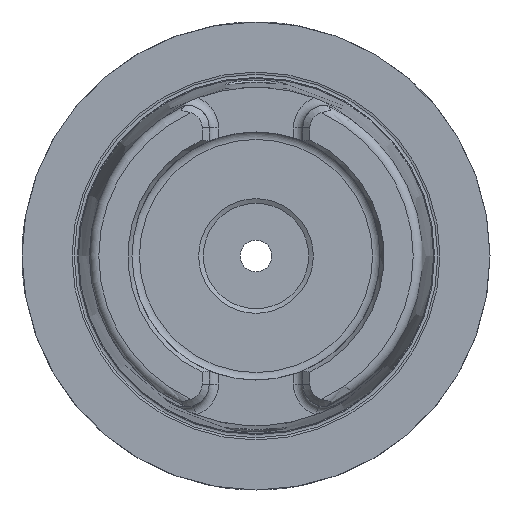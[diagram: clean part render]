
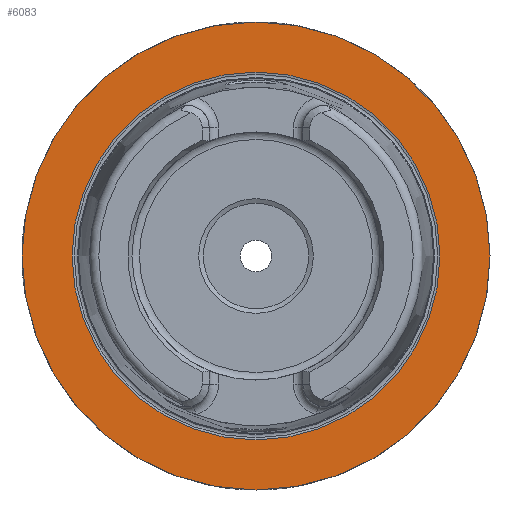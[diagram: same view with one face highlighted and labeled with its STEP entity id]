
A CAD part, left-side view. The second image highlights one B-rep face of the part: STEP entity #6083.
In plain terms, the highlighted planar face has unit normal (-1, 0, 0).
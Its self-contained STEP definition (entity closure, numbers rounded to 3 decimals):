
#2238=CARTESIAN_POINT('',(0.,50.0,0.0));
#2239=VERTEX_POINT('',#2238);
#2240=CARTESIAN_POINT('',(0.0,0.,0.0));
#2241=DIRECTION('',(1.0,0.0,0.0));
#2242=DIRECTION('',(0.0,1.0,0.0));
#2243=AXIS2_PLACEMENT_3D('',#2240,#2241,#2242);
#2244=CIRCLE('',#2243,50.0);
#2245=EDGE_CURVE('',#2239,#2239,#2244,.T.);
#6025=CARTESIAN_POINT('',(0.,39.297,0.0));
#6026=VERTEX_POINT('',#6025);
#6027=CARTESIAN_POINT('',(0.,0.0,0.0));
#6028=DIRECTION('',(1.0,0.0,0.0));
#6029=DIRECTION('',(0.0,1.0,0.0));
#6030=AXIS2_PLACEMENT_3D('',#6027,#6028,#6029);
#6031=CIRCLE('',#6030,39.297);
#6032=EDGE_CURVE('',#6026,#6026,#6031,.T.);
#6072=CARTESIAN_POINT('',(0.,44.004,0.0));
#6073=DIRECTION('',(-1.0,0.0,0.0));
#6074=DIRECTION('',(0.0,0.0,1.0));
#6075=AXIS2_PLACEMENT_3D('',#6072,#6073,#6074);
#6076=PLANE('',#6075);
#6077=ORIENTED_EDGE('',*,*,#2245,.F.);
#6078=EDGE_LOOP('',(#6077));
#6079=FACE_OUTER_BOUND('',#6078,.T.);
#6080=ORIENTED_EDGE('',*,*,#6032,.T.);
#6081=EDGE_LOOP('',(#6080));
#6082=FACE_BOUND('',#6081,.T.);
#6083=ADVANCED_FACE('',(#6079,#6082),#6076,.T.);
